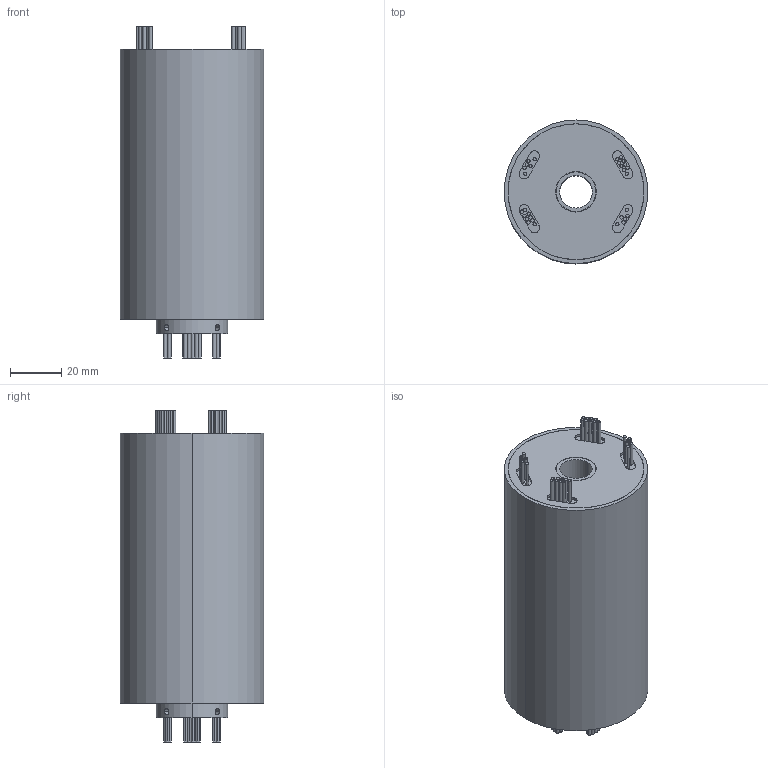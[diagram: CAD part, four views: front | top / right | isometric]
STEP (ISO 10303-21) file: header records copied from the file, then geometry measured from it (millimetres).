
FILE_DESCRIPTION (( 'STEP AP203' ), '1' );
FILE_NAME ('1.STEP', '2021-02-03T05:52:08', ( '微软用户' ), ( '微软中国' ), 'SwSTEP 2.0', 'SolidWorks 2014', '' );
FILE_SCHEMA (( 'CONFIG_CONTROL_DESIGN' ));
Length unit declared in the file: millimetre
Products named in the file (1): 1
Bounding box: 56 x 56 x 129.4 mm (x, y, z)
Volume: 248943.7 mm3; surface area: 32672.8 mm2
Topology: 1 solids, 1 shells, 265 faces, 564 edges, 376 vertices
Faces by surface type: cylinder 180, plane 85
Entity records: 7683 total; most frequent: CARTESIAN_POINT 1502, DIRECTION 1424, ORIENTED_EDGE 1128, AXIS2_PLACEMENT_3D 610, EDGE_CURVE 564, VERTEX_POINT 376, EDGE_LOOP 350, CIRCLE 344
